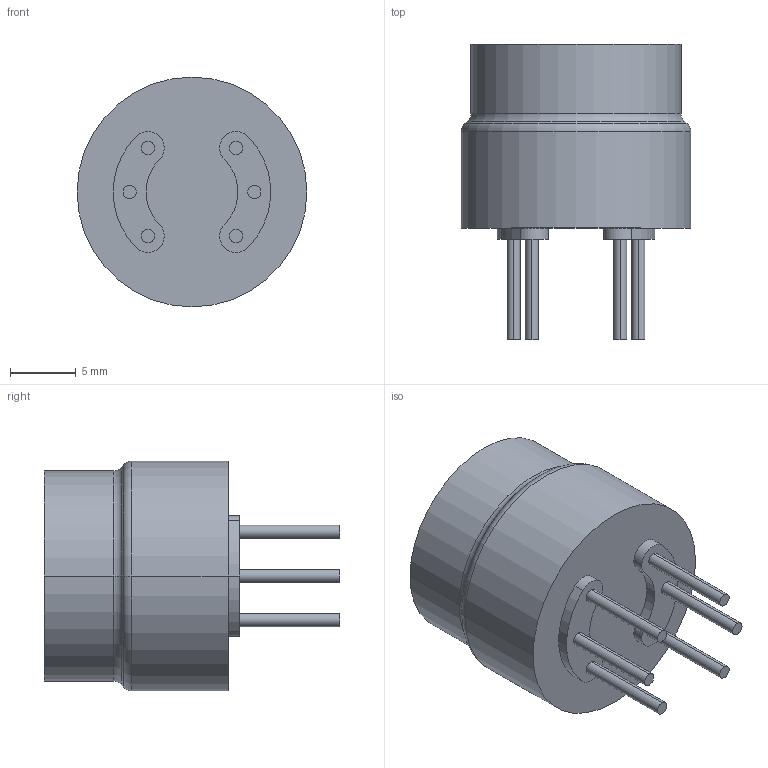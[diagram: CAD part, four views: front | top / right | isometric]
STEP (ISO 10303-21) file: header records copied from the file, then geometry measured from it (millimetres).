
FILE_DESCRIPTION (( 'STEP AP214' ), '1' );
FILE_NAME ('MQ-7.STEP', '2023-11-13T12:03:12', ( '' ), ( '' ), 'SwSTEP 2.0', 'SolidWorks 2021', '' );
FILE_SCHEMA (( 'AUTOMOTIVE_DESIGN' ));
Length unit declared in the file: millimetre
Products named in the file (1): MQ-7
Bounding box: 17.5 x 22.5 x 17.5 mm (x, y, z)
Volume: 3179.1 mm3; surface area: 1603.1 mm2
Topology: 8 solids, 8 shells, 57 faces, 106 edges, 68 vertices
Faces by surface type: cylinder 32, plane 19, torus 4, cone 2
Entity records: 1545 total; most frequent: DIRECTION 294, CARTESIAN_POINT 232, ORIENTED_EDGE 212, AXIS2_PLACEMENT_3D 130, EDGE_CURVE 106, CIRCLE 72, VERTEX_POINT 68, EDGE_LOOP 60
